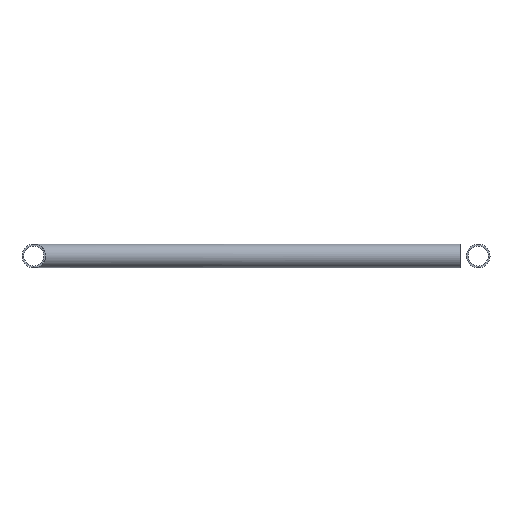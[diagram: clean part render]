
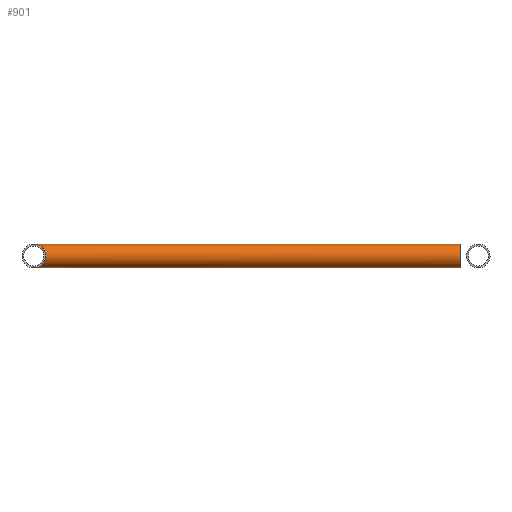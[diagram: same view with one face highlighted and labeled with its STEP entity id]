
A CAD part, front view. The second image highlights one B-rep face of the part: STEP entity #901.
In plain terms, the highlighted cylindrical face has radius 21.2 mm (diameter 42.4 mm), a partial arc.
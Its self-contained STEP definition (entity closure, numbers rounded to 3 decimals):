
#13 = LINE ( 'NONE', #92, #356 ) ;
#88 = EDGE_CURVE ( 'NONE', #730, #413, #149, .T. ) ;
#92 = CARTESIAN_POINT ( 'NONE',  ( 368., 459., -21.2 ) ) ;
#94 = CARTESIAN_POINT ( 'NONE',  ( -400., 459., 21.2 ) ) ;
#120 = EDGE_CURVE ( 'NONE', #413, #776, #13, .T. ) ;
#123 = ORIENTED_EDGE ( 'NONE', *, *, #88, .F. ) ;
#127 = DIRECTION ( 'NONE',  ( 1., 0., 0. ) ) ;
#140 = CARTESIAN_POINT ( 'NONE',  ( 368., 459., 0. ) ) ;
#149 = CIRCLE ( 'NONE', #575, 21.2 ) ;
#192 = CARTESIAN_POINT ( 'NONE',  ( -387.581, 446.581, -21.2 ) ) ;
#203 = VECTOR ( 'NONE', #773, 1000. ) ;
#212 = CYLINDRICAL_SURFACE ( 'NONE', #385, 21.2 ) ;
#285 = DIRECTION ( 'NONE',  ( -1., 0., 0. ) ) ;
#294 =( BOUNDED_CURVE ( )  B_SPLINE_CURVE ( 3, ( #658, #810, #318, #94 ),
 .UNSPECIFIED., .F., .T. ) 
 B_SPLINE_CURVE_WITH_KNOTS ( ( 4, 4 ),
 ( 3.142, 4.712 ),
 .UNSPECIFIED. ) 
 CURVE ( )  GEOMETRIC_REPRESENTATION_ITEM ( )  RATIONAL_B_SPLINE_CURVE ( ( 1., 0.805, 0.805, 1. ) ) 
 REPRESENTATION_ITEM ( '' )  );
#318 = CARTESIAN_POINT ( 'NONE',  ( -387.581, 446.581, 21.2 ) ) ;
#329 =( BOUNDED_CURVE ( )  B_SPLINE_CURVE ( 3, ( #550, #192, #350, #754 ),
 .UNSPECIFIED., .F., .T. ) 
 B_SPLINE_CURVE_WITH_KNOTS ( ( 4, 4 ),
 ( 1.571, 3.142 ),
 .UNSPECIFIED. ) 
 CURVE ( )  GEOMETRIC_REPRESENTATION_ITEM ( )  RATIONAL_B_SPLINE_CURVE ( ( 1., 0.805, 0.805, 1. ) ) 
 REPRESENTATION_ITEM ( '' )  );
#347 = DIRECTION ( 'NONE',  ( 0., 1., 0. ) ) ;
#350 = CARTESIAN_POINT ( 'NONE',  ( -378.8, 437.8, -12.419 ) ) ;
#356 = VECTOR ( 'NONE', #782, 1000. ) ;
#385 = AXIS2_PLACEMENT_3D ( 'NONE', #140, #285, #721 ) ;
#400 = CARTESIAN_POINT ( 'NONE',  ( -400., 459., -21.2 ) ) ;
#413 = VERTEX_POINT ( 'NONE', #522 ) ;
#425 = ORIENTED_EDGE ( 'NONE', *, *, #792, .T. ) ;
#436 = VERTEX_POINT ( 'NONE', #590 ) ;
#477 = ORIENTED_EDGE ( 'NONE', *, *, #483, .F. ) ;
#483 = EDGE_CURVE ( 'NONE', #776, #619, #329, .T. ) ;
#498 = ORIENTED_EDGE ( 'NONE', *, *, #630, .F. ) ;
#522 = CARTESIAN_POINT ( 'NONE',  ( 368., 459., -21.2 ) ) ;
#523 = ORIENTED_EDGE ( 'NONE', *, *, #120, .F. ) ;
#550 = CARTESIAN_POINT ( 'NONE',  ( -400., 459., -21.2 ) ) ;
#575 = AXIS2_PLACEMENT_3D ( 'NONE', #765, #127, #347 ) ;
#590 = CARTESIAN_POINT ( 'NONE',  ( -400., 459., 21.2 ) ) ;
#619 = VERTEX_POINT ( 'NONE', #916 ) ;
#630 = EDGE_CURVE ( 'NONE', #619, #436, #294, .T. ) ;
#649 = FACE_OUTER_BOUND ( 'NONE', #828, .T. ) ;
#658 = CARTESIAN_POINT ( 'NONE',  ( -378.8, 437.8, 0. ) ) ;
#680 = LINE ( 'NONE', #892, #203 ) ;
#721 = DIRECTION ( 'NONE',  ( 0., 0., 1. ) ) ;
#730 = VERTEX_POINT ( 'NONE', #766 ) ;
#754 = CARTESIAN_POINT ( 'NONE',  ( -378.8, 437.8, 0. ) ) ;
#765 = CARTESIAN_POINT ( 'NONE',  ( 368., 459., 0. ) ) ;
#766 = CARTESIAN_POINT ( 'NONE',  ( 368., 459., 21.2 ) ) ;
#773 = DIRECTION ( 'NONE',  ( -1., 0., 0. ) ) ;
#776 = VERTEX_POINT ( 'NONE', #400 ) ;
#782 = DIRECTION ( 'NONE',  ( -1., 0., 0. ) ) ;
#792 = EDGE_CURVE ( 'NONE', #730, #436, #680, .T. ) ;
#810 = CARTESIAN_POINT ( 'NONE',  ( -378.8, 437.8, 12.419 ) ) ;
#828 = EDGE_LOOP ( 'NONE', ( #523, #123, #425, #498, #477 ) ) ;
#892 = CARTESIAN_POINT ( 'NONE',  ( 368., 459., 21.2 ) ) ;
#901 = ADVANCED_FACE ( 'NONE', ( #649 ), #212, .T. ) ;
#916 = CARTESIAN_POINT ( 'NONE',  ( -378.8, 437.8, 0. ) ) ;
